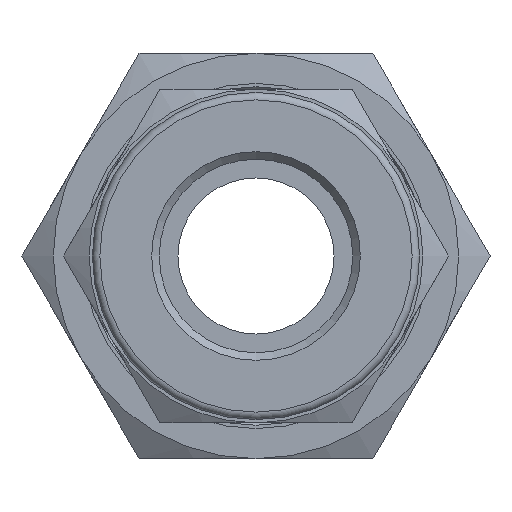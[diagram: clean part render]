
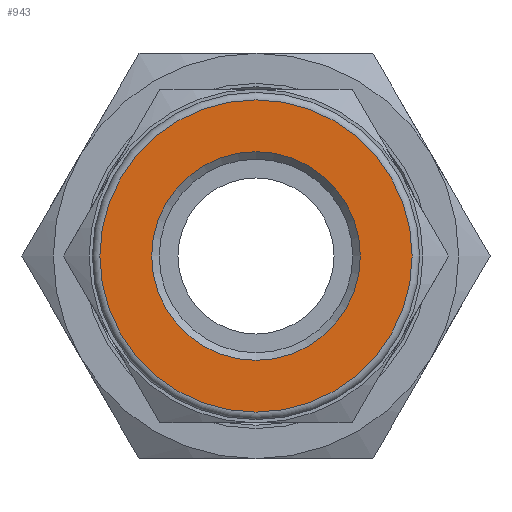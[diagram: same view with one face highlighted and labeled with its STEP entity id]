
A CAD part, left-side view. The second image highlights one B-rep face of the part: STEP entity #943.
In plain terms, the highlighted planar face has unit normal (-1, 0, 0).
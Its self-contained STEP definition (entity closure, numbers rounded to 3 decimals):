
#61=FACE_BOUND('',#220,.T.);
#89=CIRCLE('',#1049,6.95);
#90=CIRCLE('',#1051,10.4);
#150=FACE_OUTER_BOUND('',#219,.T.);
#219=EDGE_LOOP('',(#721));
#220=EDGE_LOOP('',(#722));
#430=VERTEX_POINT('',#1576);
#431=VERTEX_POINT('',#1580);
#536=EDGE_CURVE('',#430,#430,#89,.T.);
#537=EDGE_CURVE('',#431,#431,#90,.T.);
#721=ORIENTED_EDGE('',*,*,#537,.F.);
#722=ORIENTED_EDGE('',*,*,#536,.T.);
#906=PLANE('',#1050);
#943=ADVANCED_FACE('',(#150,#61),#906,.T.);
#1049=AXIS2_PLACEMENT_3D('',#1578,#1239,#1240);
#1050=AXIS2_PLACEMENT_3D('',#1579,#1241,#1242);
#1051=AXIS2_PLACEMENT_3D('',#1581,#1243,#1244);
#1239=DIRECTION('center_axis',(1.,0.,0.));
#1240=DIRECTION('ref_axis',(0.,0.,-1.));
#1241=DIRECTION('center_axis',(-1.,0.,0.));
#1242=DIRECTION('ref_axis',(0.,0.,1.));
#1243=DIRECTION('center_axis',(1.,0.,0.));
#1244=DIRECTION('ref_axis',(0.,0.,-1.));
#1576=CARTESIAN_POINT('',(2.639,-6.95,0.));
#1578=CARTESIAN_POINT('Origin',(2.639,0.,
0.));
#1579=CARTESIAN_POINT('Origin',(2.639,10.4,0.));
#1580=CARTESIAN_POINT('',(2.639,0.,10.4));
#1581=CARTESIAN_POINT('Origin',(2.639,0.,0.));
